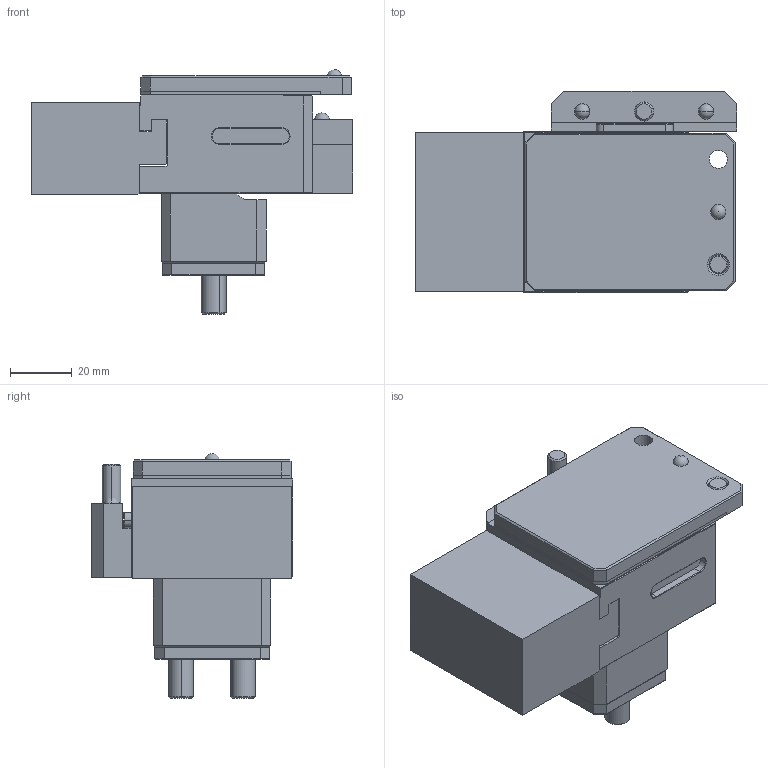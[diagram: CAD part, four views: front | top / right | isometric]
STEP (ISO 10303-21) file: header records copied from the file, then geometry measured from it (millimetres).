
FILE_DESCRIPTION (( 'STEP AP214' ), '1' );
FILE_NAME ('CS523511.STEP', '2022-09-26T09:42:46', ( '' ), ( '' ), 'SwSTEP 2.0', 'SolidWorks 2021', '' );
FILE_SCHEMA (( 'AUTOMOTIVE_DESIGN' ));
Length unit declared in the file: millimetre
Products named in the file (20): iman_4x2; 9CS523511-D2; 9CS000000-F_V3; 9CS523511-C; 9CS523511-B; torica_3x1i5; M8x55(esp); iman_6x2; 9CS523511-A; iman_6x3; Bola_5; 9CS000000-G; 9CS523511-D1; iman_8x4; iman_14x4; iman_6x5; CS523511; 9CS523511-E; Chaveta_25x5; M6x30
Assembly tree (29 placements, depth 2):
  CS523511
    9CS523511-A
    iman_6x5
    iman_6x3  x2
    9CS523511-D1
    9CS523511-D2
    torica_3x1i5
    Bola_5  x3
    9CS000000-G
    iman_8x4  x4
    iman_14x4  x2
    M6x30  x2
    9CS000000-F_V3  x2
    9CS523511-B
    9CS523511-C
    M8x55(esp)  x2
    9CS523511-E
    Chaveta_25x5
    iman_4x2
    iman_6x2
Bounding box: 104 x 65 x 79.1 mm (x, y, z)
Volume: 227135.2 mm3; surface area: 75369 mm2
Topology: 29 solids, 29 shells, 931 faces, 2260 edges, 1417 vertices
Faces by surface type: plane 386, bspline 196, cylinder 180, torus 99, cone 64, sphere 6
Entity records: 38071 total; most frequent: CARTESIAN_POINT 15993, ORIENTED_EDGE 3962, DIRECTION 3254, EDGE_CURVE 1981, VERTEX_POINT 1258, AXIS2_PLACEMENT_3D 1085, LINE 1084, VECTOR 1084
